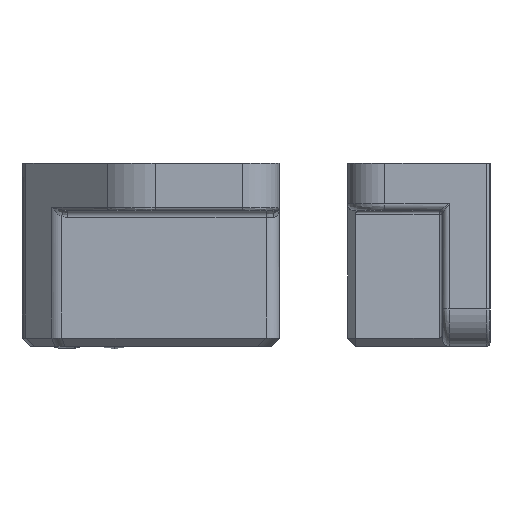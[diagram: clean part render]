
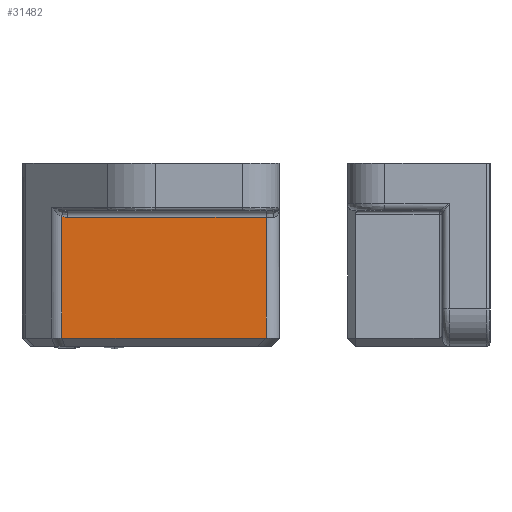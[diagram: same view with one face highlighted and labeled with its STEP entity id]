
A CAD part, left-side view. The second image highlights one B-rep face of the part: STEP entity #31482.
In plain terms, the highlighted face is planar.
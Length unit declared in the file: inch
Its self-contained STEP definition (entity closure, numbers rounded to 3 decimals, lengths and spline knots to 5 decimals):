
#119 = ORIENTED_EDGE ( 'NONE', *, *, #12311, .F. ) ;
#914 = PLANE ( 'NONE',  #17650 ) ;
#1348 = CARTESIAN_POINT ( 'NONE',  ( -1.01575, 1.04808, 3.32677 ) ) ;
#1410 = LINE ( 'NONE', #24100, #35197 ) ;
#1829 = EDGE_CURVE ( 'NONE', #7715, #15280, #11053, .T. ) ;
#5774 = VECTOR ( 'NONE', #15994, 39.37008 ) ;
#6487 = VERTEX_POINT ( 'NONE', #9691 ) ;
#6888 = LINE ( 'NONE', #7079, #16046 ) ;
#6930 = DIRECTION ( 'NONE',  ( 0., 1., 0. ) ) ;
#7079 = CARTESIAN_POINT ( 'NONE',  ( -1.06299, -0.1378, 3.32677 ) ) ;
#7134 = DIRECTION ( 'NONE',  ( 1., 0., 0. ) ) ;
#7715 = VERTEX_POINT ( 'NONE', #1348 ) ;
#7770 = CARTESIAN_POINT ( 'NONE',  ( -1.01575, 1.04874, 3.32677 ) ) ;
#7778 = CARTESIAN_POINT ( 'NONE',  ( -1.01572, -0.13619, 3.32677 ) ) ;
#8205 = EDGE_CURVE ( 'NONE', #31685, #7715, #13007, .T. ) ;
#9303 = VECTOR ( 'NONE', #6930, 39.37008 ) ;
#9591 = CARTESIAN_POINT ( 'NONE',  ( 1.61573, 1.08268, 3.32677 ) ) ;
#9691 = CARTESIAN_POINT ( 'NONE',  ( -1.01566, -0.1378, 3.32677 ) ) ;
#10730 = CARTESIAN_POINT ( 'NONE',  ( -1.01566, -0.1378, 3.32677 ) ) ;
#11053 =( BOUNDED_CURVE ( )  B_SPLINE_CURVE ( 3, ( #27126, #7770, #30255, #27498 ),
 .UNSPECIFIED., .F., .F. ) 
 B_SPLINE_CURVE_WITH_KNOTS ( ( 4, 4 ),
 ( 0.27401, 0.29005 ),
 .UNSPECIFIED. ) 
 CURVE ( )  GEOMETRIC_REPRESENTATION_ITEM ( )  RATIONAL_B_SPLINE_CURVE ( ( 1., 1., 1., 1. ) ) 
 REPRESENTATION_ITEM ( '' )  );
#12163 = ORIENTED_EDGE ( 'NONE', *, *, #17389, .F. ) ;
#12168 = DIRECTION ( 'NONE',  ( 0., -1., 0. ) ) ;
#12238 = ORIENTED_EDGE ( 'NONE', *, *, #18562, .F. ) ;
#12311 = EDGE_CURVE ( 'NONE', #19160, #6487, #6888, .T. ) ;
#12639 = ORIENTED_EDGE ( 'NONE', *, *, #15530, .T. ) ;
#13007 = LINE ( 'NONE', #26654, #9303 ) ;
#13499 = CARTESIAN_POINT ( 'NONE',  ( -1.01575, -0.1346, 3.32677 ) ) ;
#15128 = DIRECTION ( 'NONE',  ( 0., 0., -1. ) ) ;
#15280 = VERTEX_POINT ( 'NONE', #28003 ) ;
#15530 = EDGE_CURVE ( 'NONE', #19160, #34426, #30733, .T. ) ;
#15994 = DIRECTION ( 'NONE',  ( 0., 1., 0. ) ) ;
#16046 = VECTOR ( 'NONE', #23669, 39.37008 ) ;
#16801 = ORIENTED_EDGE ( 'NONE', *, *, #8205, .F. ) ;
#17389 = EDGE_CURVE ( 'NONE', #15280, #24106, #1410, .T. ) ;
#17650 = AXIS2_PLACEMENT_3D ( 'NONE', #9591, #15128, #12168 ) ;
#18562 = EDGE_CURVE ( 'NONE', #24106, #34426, #31990, .T. ) ;
#19160 = VERTEX_POINT ( 'NONE', #30644 ) ;
#19526 = CARTESIAN_POINT ( 'NONE',  ( -0.31496, 1.01547, 3.32677 ) ) ;
#19702 = CARTESIAN_POINT ( 'NONE',  ( -0.31314, 1.03924, 3.32677 ) ) ;
#23275 = CARTESIAN_POINT ( 'NONE',  ( -0.31496, 1.01547, 3.32677 ) ) ;
#23669 = DIRECTION ( 'NONE',  ( -1., 0., 0. ) ) ;
#24100 = CARTESIAN_POINT ( 'NONE',  ( 1.61573, 1.05006, 3.32677 ) ) ;
#24106 = VERTEX_POINT ( 'NONE', #32969 ) ;
#24364 = CARTESIAN_POINT ( 'NONE',  ( -1.01575, -0.13302, 3.32677 ) ) ;
#26183 = FACE_OUTER_BOUND ( 'NONE', #34119, .T. ) ;
#26654 = CARTESIAN_POINT ( 'NONE',  ( -1.01575, 1.08268, 3.32677 ) ) ;
#27126 = CARTESIAN_POINT ( 'NONE',  ( -1.01575, 1.04808, 3.32677 ) ) ;
#27498 = CARTESIAN_POINT ( 'NONE',  ( -1.01573, 1.05006, 3.32677 ) ) ;
#27962 = CARTESIAN_POINT ( 'NONE',  ( -0.31496, 1.27953, 3.32677 ) ) ;
#28003 = CARTESIAN_POINT ( 'NONE',  ( -1.01573, 1.05006, 3.32677 ) ) ;
#30255 = CARTESIAN_POINT ( 'NONE',  ( -1.01574, 1.0494, 3.32677 ) ) ;
#30644 = CARTESIAN_POINT ( 'NONE',  ( -0.31496, -0.1378, 3.32677 ) ) ;
#30733 = LINE ( 'NONE', #27962, #5774 ) ;
#30954 = CARTESIAN_POINT ( 'NONE',  ( -0.31496, 1.02736, 3.32677 ) ) ;
#31482 = ADVANCED_FACE ( 'NONE', ( #26183 ), #914, .F. ) ;
#31685 = VERTEX_POINT ( 'NONE', #34103 ) ;
#31990 = B_SPLINE_CURVE_WITH_KNOTS ( 'NONE', 3,
 ( #33363, #19702, #30954, #19526 ),
 .UNSPECIFIED., .F., .F.,
 ( 4, 4 ),
 ( 0., 1. ),
 .UNSPECIFIED. ) ;
#32548 = ORIENTED_EDGE ( 'NONE', *, *, #1829, .F. ) ;
#32969 = CARTESIAN_POINT ( 'NONE',  ( -0.30966, 1.05006, 3.32677 ) ) ;
#33363 = CARTESIAN_POINT ( 'NONE',  ( -0.30966, 1.05006, 3.32677 ) ) ;
#33429 = ORIENTED_EDGE ( 'NONE', *, *, #33651, .F. ) ;
#33557 =( BOUNDED_CURVE ( )  B_SPLINE_CURVE ( 3, ( #10730, #7778, #13499, #24364 ),
 .UNSPECIFIED., .F., .F. ) 
 B_SPLINE_CURVE_WITH_KNOTS ( ( 4, 4 ),
 ( 5.72687, 5.75959 ),
 .UNSPECIFIED. ) 
 CURVE ( )  GEOMETRIC_REPRESENTATION_ITEM ( )  RATIONAL_B_SPLINE_CURVE ( ( 1., 1., 1., 1. ) ) 
 REPRESENTATION_ITEM ( '' )  );
#33651 = EDGE_CURVE ( 'NONE', #6487, #31685, #33557, .T. ) ;
#34103 = CARTESIAN_POINT ( 'NONE',  ( -1.01575, -0.13302, 3.32677 ) ) ;
#34119 = EDGE_LOOP ( 'NONE', ( #32548, #16801, #33429, #119, #12639, #12238, #12163 ) ) ;
#34426 = VERTEX_POINT ( 'NONE', #23275 ) ;
#35197 = VECTOR ( 'NONE', #7134, 39.37008 ) ;
